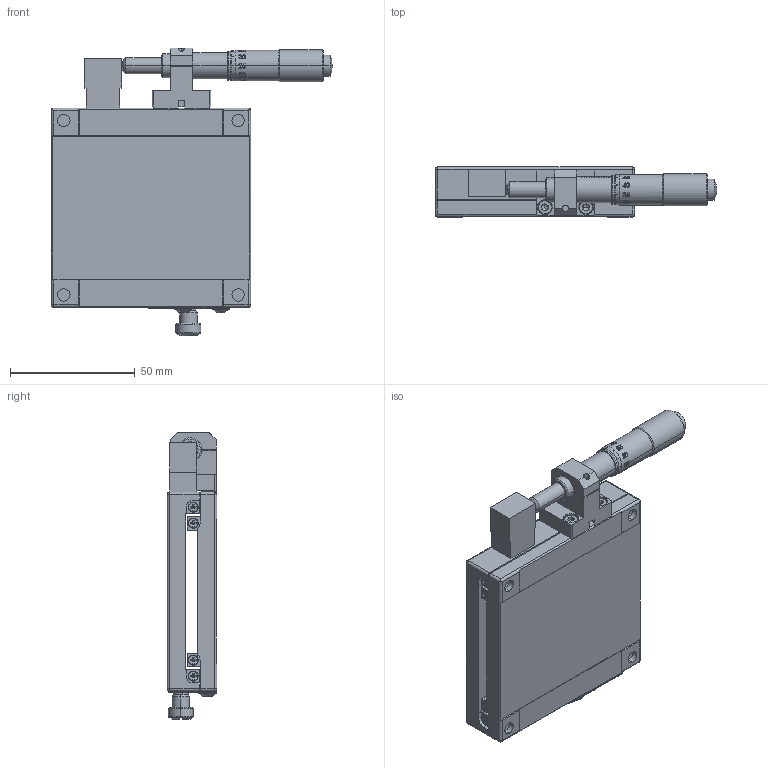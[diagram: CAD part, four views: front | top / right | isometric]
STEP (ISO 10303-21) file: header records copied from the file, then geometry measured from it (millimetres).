
FILE_DESCRIPTION (( 'STEP AP203' ), '1' );
FILE_NAME ('MX80-SS.STEP', '2021-02-22T02:23:22', ( '' ), ( '' ), 'SwSTEP 2.0', 'SolidWorks 2020', '' );
FILE_SCHEMA (( 'CONFIG_CONTROL_DESIGN' ));
Length unit declared in the file: millimetre
Products named in the file (1): MX80-SS
Bounding box: 112.95 x 20 x 115.4 mm (x, y, z)
Volume: 118333.2 mm3; surface area: 44571.3 mm2
Topology: 2 solids, 2 shells, 791 faces, 2438 edges, 1733 vertices
Faces by surface type: plane 412, cylinder 243, cone 84, torus 38, sphere 14
Entity records: 31215 total; most frequent: CARTESIAN_POINT 9168, ORIENTED_EDGE 4804, DIRECTION 4395, EDGE_CURVE 2402, VERTEX_POINT 1731, AXIS2_PLACEMENT_3D 1589, LINE 1217, VECTOR 1217
